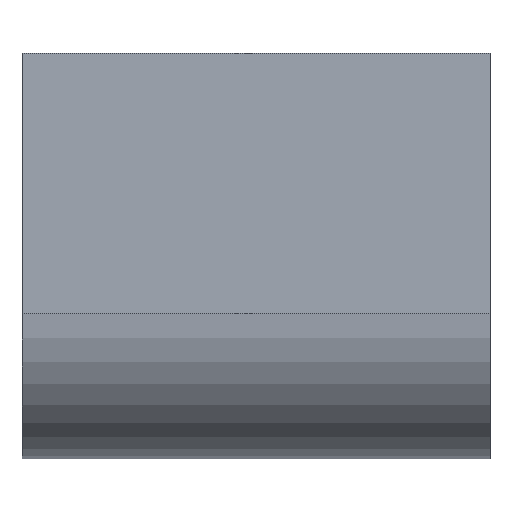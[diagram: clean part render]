
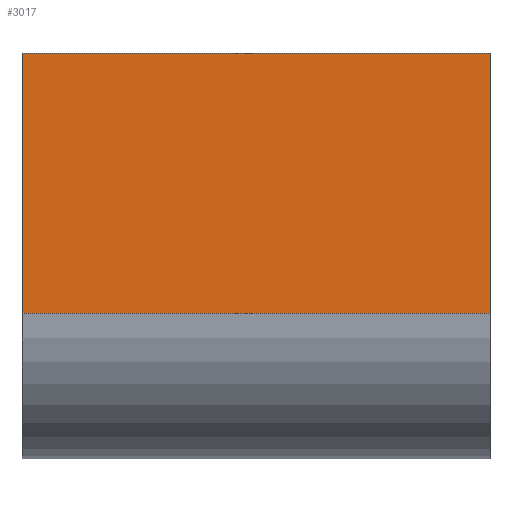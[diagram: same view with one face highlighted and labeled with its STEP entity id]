
A CAD part, left-side view. The second image highlights one B-rep face of the part: STEP entity #3017.
In plain terms, the highlighted planar face has unit normal (-1, 0, 0).
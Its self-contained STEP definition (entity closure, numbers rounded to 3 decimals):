
#293 = VECTOR ( 'NONE', #7824, 1000. ) ;
#572 = LINE ( 'NONE', #6871, #293 ) ;
#921 = VERTEX_POINT ( 'NONE', #4926 ) ;
#933 = ORIENTED_EDGE ( 'NONE', *, *, #9947, .T. ) ;
#1182 = LINE ( 'NONE', #9011, #6382 ) ;
#1543 = ORIENTED_EDGE ( 'NONE', *, *, #11227, .F. ) ;
#1908 = LINE ( 'NONE', #2972, #2200 ) ;
#2200 = VECTOR ( 'NONE', #7480, 1000. ) ;
#2610 = AXIS2_PLACEMENT_3D ( 'NONE', #3852, #5721, #8503 ) ;
#2972 = CARTESIAN_POINT ( 'NONE',  ( -14., 22.5, 25. ) ) ;
#3017 = ADVANCED_FACE ( 'NONE', ( #10009 ), #9403, .F. ) ;
#3852 = CARTESIAN_POINT ( 'NONE',  ( -14., 22.5, 25. ) ) ;
#4926 = CARTESIAN_POINT ( 'NONE',  ( -14., 22.5, 0. ) ) ;
#4999 = CARTESIAN_POINT ( 'NONE',  ( -14., 22.5, 25. ) ) ;
#5165 = EDGE_LOOP ( 'NONE', ( #11646, #1543, #8816, #933 ) ) ;
#5721 = DIRECTION ( 'NONE',  ( 1., 0., 0. ) ) ;
#6382 = VECTOR ( 'NONE', #7936, 1000. ) ;
#6494 = VERTEX_POINT ( 'NONE', #9309 ) ;
#6626 = VECTOR ( 'NONE', #10531, 1000. ) ;
#6793 = CARTESIAN_POINT ( 'NONE',  ( -14., -22.5, 25. ) ) ;
#6871 = CARTESIAN_POINT ( 'NONE',  ( -14., 22.5, 25. ) ) ;
#7398 = VERTEX_POINT ( 'NONE', #4999 ) ;
#7480 = DIRECTION ( 'NONE',  ( 0., 0., 1. ) ) ;
#7776 = EDGE_CURVE ( 'NONE', #11987, #6494, #11569, .T. ) ;
#7824 = DIRECTION ( 'NONE',  ( 0., -1., 0. ) ) ;
#7936 = DIRECTION ( 'NONE',  ( 0., -1., 0. ) ) ;
#8503 = DIRECTION ( 'NONE',  ( 0., 0., -1. ) ) ;
#8816 = ORIENTED_EDGE ( 'NONE', *, *, #9269, .F. ) ;
#9011 = CARTESIAN_POINT ( 'NONE',  ( -14., 22.5, 0. ) ) ;
#9269 = EDGE_CURVE ( 'NONE', #921, #7398, #1908, .T. ) ;
#9309 = CARTESIAN_POINT ( 'NONE',  ( -14., -22.5, 25. ) ) ;
#9403 = PLANE ( 'NONE',  #2610 ) ;
#9947 = EDGE_CURVE ( 'NONE', #921, #11987, #1182, .T. ) ;
#10009 = FACE_OUTER_BOUND ( 'NONE', #5165, .T. ) ;
#10531 = DIRECTION ( 'NONE',  ( 0., 0., 1. ) ) ;
#10869 = CARTESIAN_POINT ( 'NONE',  ( -14., -22.5, 0. ) ) ;
#11227 = EDGE_CURVE ( 'NONE', #7398, #6494, #572, .T. ) ;
#11569 = LINE ( 'NONE', #6793, #6626 ) ;
#11646 = ORIENTED_EDGE ( 'NONE', *, *, #7776, .T. ) ;
#11987 = VERTEX_POINT ( 'NONE', #10869 ) ;
